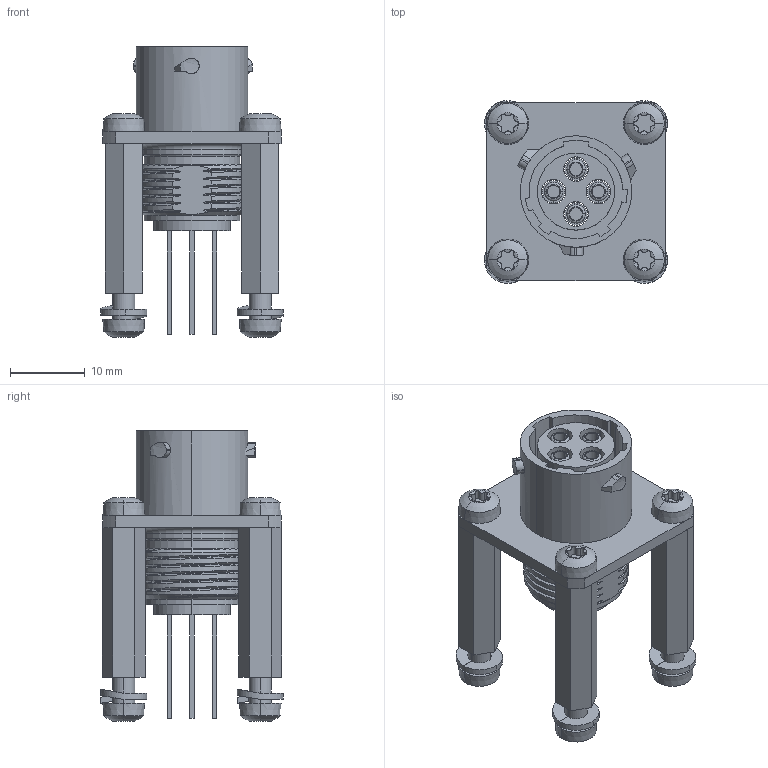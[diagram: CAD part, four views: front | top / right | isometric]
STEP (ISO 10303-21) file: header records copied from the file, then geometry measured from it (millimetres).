
FILE_DESCRIPTION((''),'2;1');
FILE_NAME('EDA-02569-V1-0.stp','2013-08-20T09:24:42',(''),(''),'Mechanical Desktop 2011','Mechanical Desktop 2011',', , ');
FILE_SCHEMA(('AUTOMOTIVE_DESIGN { 1 2 10303 214 1 1 1 1 }'));
Length unit declared in the file: millimetre
Products named in the file (2): Product; 1
Bounding box: 24.46 x 24.45 x 38.82 mm (x, y, z)
Volume: 5405.1 mm3; surface area: 9682.9 mm2
Topology: 22 solids, 22 shells, 553 faces, 1384 edges, 902 vertices
Faces by surface type: cylinder 230, plane 199, cone 53, bspline 41, sphere 16, torus 14
Entity records: 19561 total; most frequent: CARTESIAN_POINT 7957, ORIENTED_EDGE 2444, DIRECTION 2300, EDGE_CURVE 1222, AXIS2_PLACEMENT_3D 901, VERTEX_POINT 794, EDGE_LOOP 546, VECTOR 498
